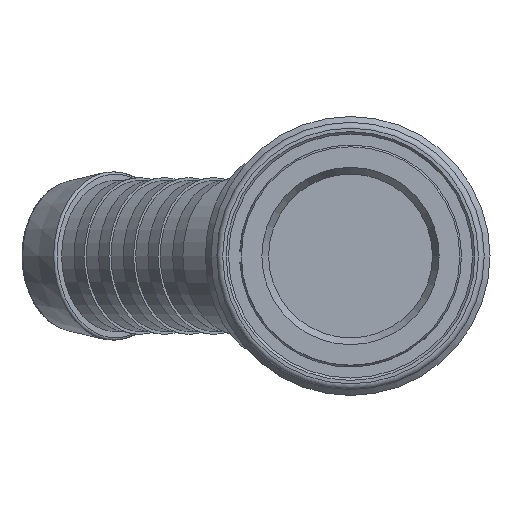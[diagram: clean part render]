
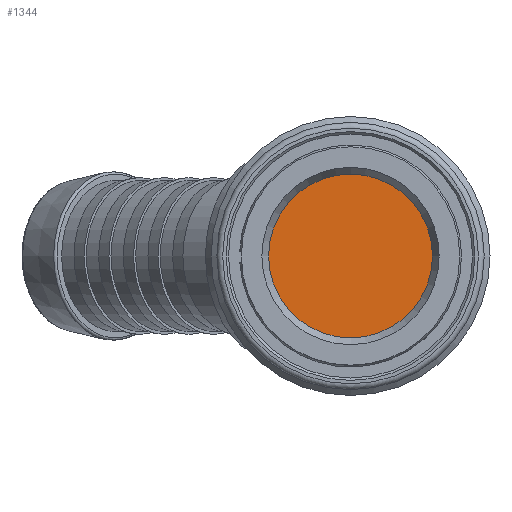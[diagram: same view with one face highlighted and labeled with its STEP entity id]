
A CAD part, left-side view. The second image highlights one B-rep face of the part: STEP entity #1344.
In plain terms, the highlighted planar face has unit normal (-1, 0, 0).
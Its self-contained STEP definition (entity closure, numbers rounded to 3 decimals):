
#342=FACE_OUTER_BOUND('',#432,.T.);
#432=EDGE_LOOP('',(#938));
#537=CIRCLE('',#1453,7.05);
#627=VERTEX_POINT('',#1992);
#745=EDGE_CURVE('',#627,#627,#537,.T.);
#938=ORIENTED_EDGE('',*,*,#745,.F.);
#1324=PLANE('',#1452);
#1344=ADVANCED_FACE('',(#342),#1324,.T.);
#1452=AXIS2_PLACEMENT_3D('',#1991,#1617,#1618);
#1453=AXIS2_PLACEMENT_3D('',#1993,#1619,#1620);
#1617=DIRECTION('center_axis',(-1.,0.,0.));
#1618=DIRECTION('ref_axis',(0.,0.,1.));
#1619=DIRECTION('center_axis',(1.,0.,0.));
#1620=DIRECTION('ref_axis',(0.,0.,1.));
#1991=CARTESIAN_POINT('Origin',(26.57,0.,0.));
#1992=CARTESIAN_POINT('',(26.57,-7.05,0.));
#1993=CARTESIAN_POINT('Origin',(26.57,0.,0.));
